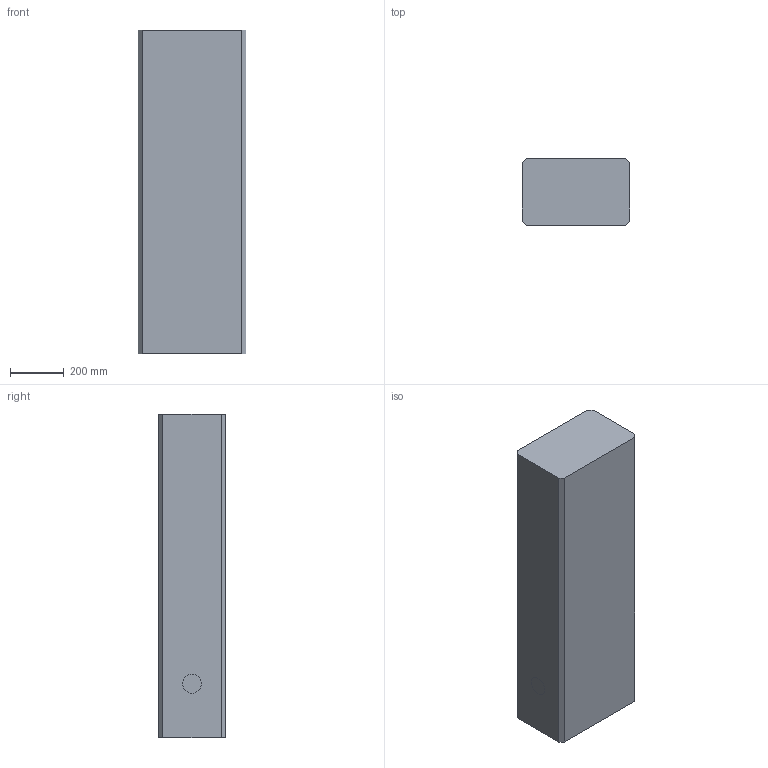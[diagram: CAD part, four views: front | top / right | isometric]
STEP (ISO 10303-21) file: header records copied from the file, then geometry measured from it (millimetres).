
FILE_DESCRIPTION(('FreeCAD Model'),'2;1');
FILE_NAME('Open CASCADE Shape Model','2024-09-20T11:44:57',(''),(''), 'Open CASCADE STEP processor 7.6','FreeCAD','Unknown');
FILE_SCHEMA(('AUTOMOTIVE_DESIGN { 1 0 10303 214 1 1 1 1 }'));
Length unit declared in the file: millimetre
Products named in the file (1): Corps
Bounding box: 400 x 249 x 1200 mm (x, y, z)
Volume: 118980000 mm3; surface area: 1713723.4 mm2
Topology: 1 solids, 1 shells, 14 faces, 28 edges, 20 vertices
Faces by surface type: plane 14
Entity records: 390 total; most frequent: CARTESIAN_POINT 63, DIRECTION 62, ORIENTED_EDGE 56, EDGE_CURVE 28, LINE 24, VECTOR 24, VERTEX_POINT 20, AXIS2_PLACEMENT_3D 19
